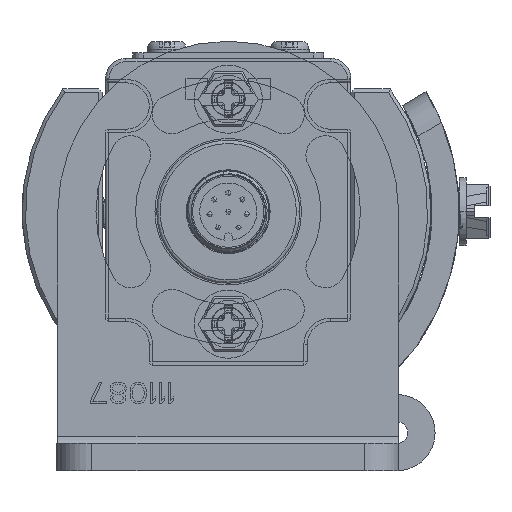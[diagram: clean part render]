
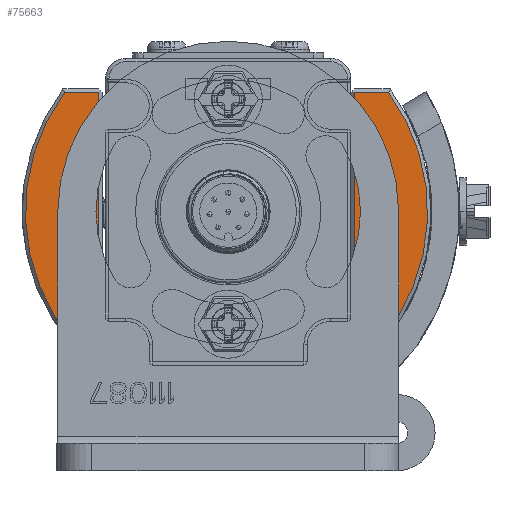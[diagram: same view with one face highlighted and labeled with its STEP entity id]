
A CAD part, front view. The second image highlights one B-rep face of the part: STEP entity #75663.
In plain terms, the highlighted face is planar.
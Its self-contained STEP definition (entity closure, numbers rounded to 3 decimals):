
#74648=DIRECTION('',(1.,0.,0.));
#74649=VECTOR('',#74648,37.);
#74650=CARTESIAN_POINT('',(-19.5,-18.75,-10.));
#74651=LINE('',#74650,#74649);
#74668=DIRECTION('',(0.,-1.,0.));
#74669=VECTOR('',#74668,4.999);
#74670=CARTESIAN_POINT('',(17.5,-18.75,-10.));
#74671=LINE('',#74670,#74669);
#74686=CARTESIAN_POINT('',(0.,0.,-10.));
#74687=DIRECTION('',(0.,0.,-1.));
#74688=DIRECTION('',(0.593,-0.805,0.));
#74689=AXIS2_PLACEMENT_3D('',#74686,#74687,#74688);
#75309=CARTESIAN_POINT('',(-19.5,15.25,-10.));
#75310=DIRECTION('',(0.,0.,1.));
#75311=DIRECTION('',(0.,1.,0.));
#75312=AXIS2_PLACEMENT_3D('',#75309,#75310,#75311);
#75314=DIRECTION('',(-1.,0.,0.));
#75315=VECTOR('',#75314,37.);
#75316=CARTESIAN_POINT('',(17.5,18.75,-10.));
#75317=LINE('',#75316,#75315);
#75330=DIRECTION('',(0.,-1.,0.));
#75331=VECTOR('',#75330,4.999);
#75332=CARTESIAN_POINT('',(17.5,23.749,-10.));
#75333=LINE('',#75332,#75331);
#75347=DIRECTION('',(0.,-1.,0.));
#75348=VECTOR('',#75347,30.5);
#75349=CARTESIAN_POINT('',(-23.,15.25,-10.));
#75350=LINE('',#75349,#75348);
#75368=CARTESIAN_POINT('',(-19.5,-15.25,-10.));
#75369=DIRECTION('',(0.,0.,1.));
#75370=DIRECTION('',(-1.,0.,0.));
#75371=AXIS2_PLACEMENT_3D('',#75368,#75369,#75370);
#75468=CARTESIAN_POINT('',(17.5,-23.749,-10.));
#75469=CARTESIAN_POINT('',(17.5,23.749,-10.));
#75470=VERTEX_POINT('',#75468);
#75471=VERTEX_POINT('',#75469);
#75472=CARTESIAN_POINT('',(17.5,18.75,-10.));
#75473=VERTEX_POINT('',#75472);
#75476=CARTESIAN_POINT('',(17.5,-18.75,-10.));
#75477=VERTEX_POINT('',#75476);
#75624=CARTESIAN_POINT('',(-19.5,18.75,-10.));
#75625=VERTEX_POINT('',#75624);
#75630=CARTESIAN_POINT('',(-23.,15.25,-10.));
#75631=VERTEX_POINT('',#75630);
#75632=CARTESIAN_POINT('',(-23.,-15.25,-10.));
#75633=VERTEX_POINT('',#75632);
#75638=CARTESIAN_POINT('',(-19.5,-18.75,-10.));
#75639=VERTEX_POINT('',#75638);
#75640=CARTESIAN_POINT('',(0.,0.,-10.));
#75641=DIRECTION('',(0.,0.,1.));
#75642=DIRECTION('',(1.,0.,0.));
#75643=AXIS2_PLACEMENT_3D('',#75640,#75641,#75642);
#75644=PLANE('',#75643);
#75646=ORIENTED_EDGE('',*,*,#75645,.F.);
#75648=ORIENTED_EDGE('',*,*,#75647,.F.);
#75650=ORIENTED_EDGE('',*,*,#75649,.F.);
#75652=ORIENTED_EDGE('',*,*,#75651,.F.);
#75654=ORIENTED_EDGE('',*,*,#75653,.F.);
#75656=ORIENTED_EDGE('',*,*,#75655,.F.);
#75658=ORIENTED_EDGE('',*,*,#75657,.F.);
#75660=ORIENTED_EDGE('',*,*,#75659,.F.);
#75661=EDGE_LOOP('',(#75646,#75648,#75650,#75652,#75654,#75656,#75658,#75660));
#75662=FACE_OUTER_BOUND('',#75661,.F.);
#75663=ADVANCED_FACE('',(#75662),#75644,.F.);
#74690=CIRCLE('',#74689,29.5);
#75313=CIRCLE('',#75312,3.5);
#75372=CIRCLE('',#75371,3.5);
#75645=EDGE_CURVE('',#75639,#75477,#74651,.T.);
#75647=EDGE_CURVE('',#75633,#75639,#75372,.T.);
#75649=EDGE_CURVE('',#75631,#75633,#75350,.T.);
#75651=EDGE_CURVE('',#75625,#75631,#75313,.T.);
#75653=EDGE_CURVE('',#75473,#75625,#75317,.T.);
#75655=EDGE_CURVE('',#75471,#75473,#75333,.T.);
#75657=EDGE_CURVE('',#75470,#75471,#74690,.T.);
#75659=EDGE_CURVE('',#75477,#75470,#74671,.T.);
